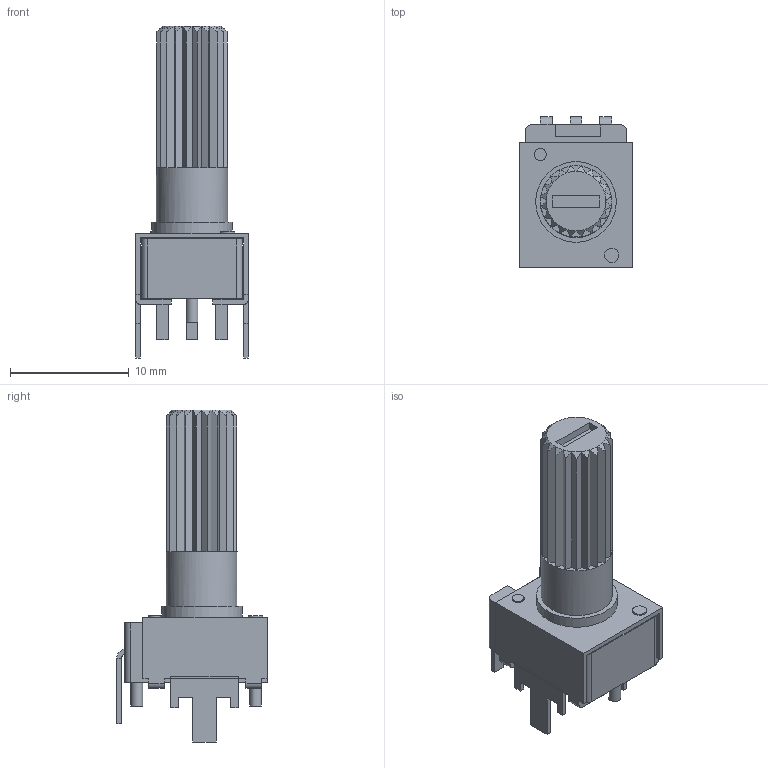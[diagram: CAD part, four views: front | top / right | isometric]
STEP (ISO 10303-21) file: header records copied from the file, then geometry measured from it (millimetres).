
FILE_DESCRIPTION(('FreeCAD Model'),'2;1');
FILE_NAME('Potentiometer.step', '2014-10-05T20:39:29',('FreeCAD'),('FreeCAD'), 'Open CASCADE STEP processor 6.7','FreeCAD','Unknown');
FILE_SCHEMA(('AUTOMOTIVE_DESIGN_CC2 { 1 2 10303 214 -1 1 5 4 }'));
Length unit declared in the file: millimetre
Products named in the file (14): Sujeccion; Fusion; Pad002; Pad004; Skt_Path; PataCon1; Skt_Path001; Skt_Seccion002; Fusion005; Cut008; PataCon2; Skt_Path002; PataCon3; Skt_Seccion001
Bounding box: 9.5 x 12.7 x 27.98 mm (x, y, z)
Volume: 1151 mm3; surface area: 2142.6 mm2
Topology: 9 solids, 9 shells, 300 faces, 764 edges, 508 vertices
Faces by surface type: plane 249, cylinder 31, cone 20
Full cylindrical faces by diameter (mm): 1 x5, 1.2 x3, 6 x3, 6.8 x2
Entity records: 20060 total; most frequent: CARTESIAN_POINT 3926, DIRECTION 2556, LINE 1536, VECTOR 1536, ORIENTED_EDGE 1494, PCURVE 1494, DEFINITIONAL_REPRESENTATION 1494, EDGE_CURVE 747
